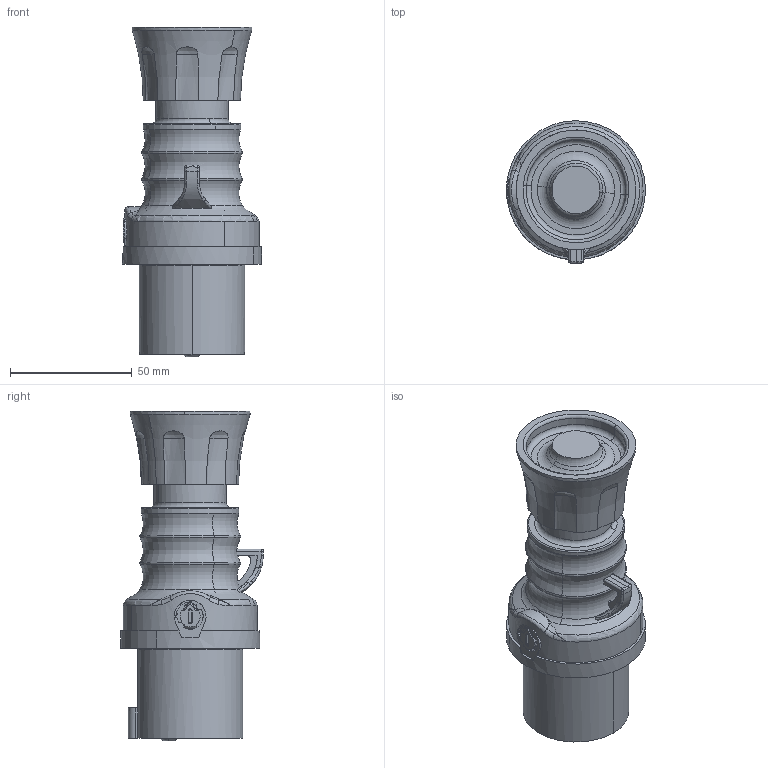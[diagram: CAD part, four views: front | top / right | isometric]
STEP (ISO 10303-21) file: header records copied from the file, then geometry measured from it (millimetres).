
FILE_DESCRIPTION((''),'2;1');
FILE_NAME('GW60004H_SW0003','2020-09-07T12:20:48',('User'),('Technoprobe spa'),'CREO PARAMETRIC BY PTC INC, 2020074','CREO PARAMETRIC BY PTC INC, 2020074','');
FILE_SCHEMA(('CONFIG_CONTROL_DESIGN'));
Length unit declared in the file: millimetre
Products named in the file (1): GW60004H_SW0003
Bounding box: 56.98 x 58.49 x 135.06 mm (x, y, z)
Volume: 153574.8 mm3; surface area: 32823.7 mm2
Topology: 1 solids, 1 shells, 240 faces, 630 edges, 403 vertices
Faces by surface type: plane 68, bspline 48, cone 47, cylinder 40, torus 37
Entity records: 10774 total; most frequent: CARTESIAN_POINT 5072, ORIENTED_EDGE 1256, DIRECTION 1111, EDGE_CURVE 628, AXIS2_PLACEMENT_3D 462, VERTEX_POINT 403, CIRCLE 270, EDGE_LOOP 255
